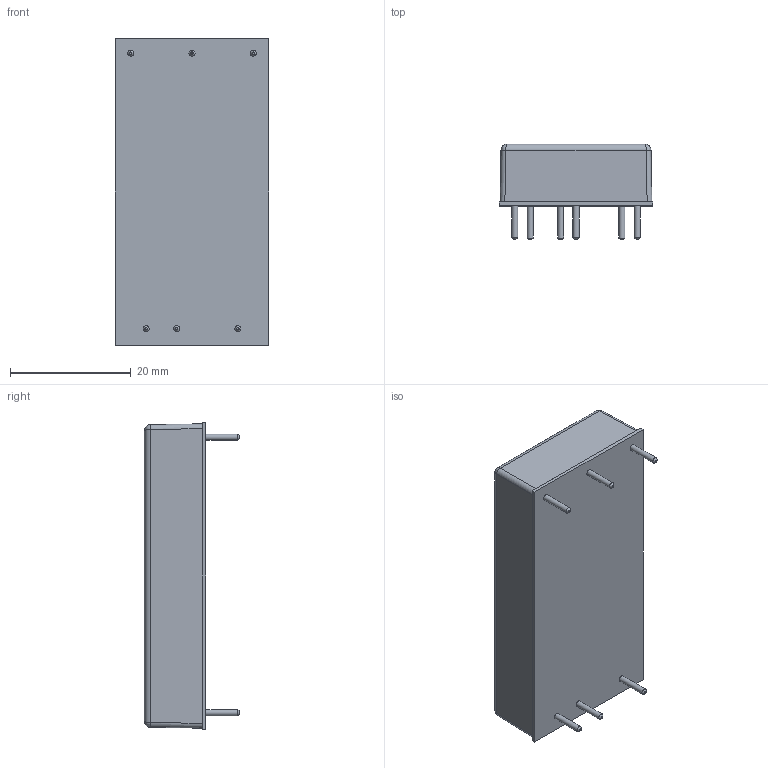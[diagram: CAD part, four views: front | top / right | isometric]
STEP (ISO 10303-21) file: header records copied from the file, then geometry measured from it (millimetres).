
FILE_DESCRIPTION( ( 'Unknown' ), '1' );
FILE_NAME( 'TEN30.stp', 'Unknown', ( 'Unknown' ), ( 'Unknown' ), 'PSStep 11.0', 'Unknown', ' ' );
FILE_SCHEMA( ( 'AUTOMOTIVE_DESIGN { 1 0 10303 214 1 1 1 1 }' ) );
Length unit declared in the file: millimetre
Products named in the file (1): 1
Bounding box: 25.4 x 15.8 x 50.8 mm (x, y, z)
Volume: 12859.8 mm3; surface area: 4120.7 mm2
Topology: 1 solids, 1 shells, 41 faces, 88 edges, 52 vertices
Faces by surface type: plane 17, cylinder 14, cone 6, bspline 4
Full cylindrical faces by diameter (mm): 1 x6
Entity records: 1718 total; most frequent: CARTESIAN_POINT 582, DIRECTION 176, ORIENTED_EDGE 132, AXIS2_PLACEMENT_3D 72, EDGE_CURVE 66, EDGE_LOOP 60, FACE_OUTER_BOUND 47, VERTEX_POINT 46
